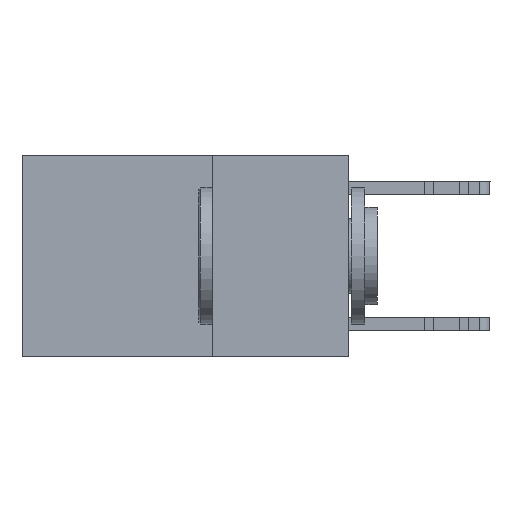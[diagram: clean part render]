
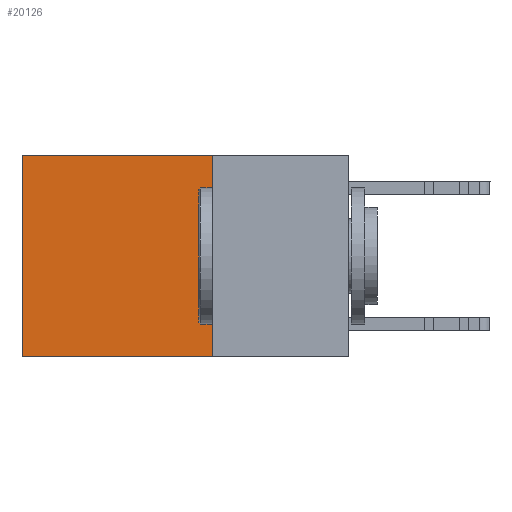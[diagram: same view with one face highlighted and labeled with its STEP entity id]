
A CAD part, left-side view. The second image highlights one B-rep face of the part: STEP entity #20126.
In plain terms, the highlighted planar face has unit normal (-1, 0, 0).
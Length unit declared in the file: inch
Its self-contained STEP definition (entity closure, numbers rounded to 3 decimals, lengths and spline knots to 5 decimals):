
#262 = VERTEX_POINT ( 'NONE', #29545 ) ;
#619 = DIRECTION ( 'NONE',  ( 0., 1., 0. ) ) ;
#1957 = LINE ( 'NONE', #19516, #10486 ) ;
#4302 = FACE_OUTER_BOUND ( 'NONE', #13227, .T. ) ;
#4444 = ORIENTED_EDGE ( 'NONE', *, *, #15288, .T. ) ;
#4454 = DIRECTION ( 'NONE',  ( 1., 0., 0. ) ) ;
#5510 = DIRECTION ( 'NONE',  ( 0., 0., -1. ) ) ;
#7375 = LINE ( 'NONE', #7824, #19363 ) ;
#7824 = CARTESIAN_POINT ( 'NONE',  ( 0.2625, 0.25, 0. ) ) ;
#7919 = DIRECTION ( 'NONE',  ( 0., 0., -1. ) ) ;
#8795 = ORIENTED_EDGE ( 'NONE', *, *, #23190, .F. ) ;
#8864 = ORIENTED_EDGE ( 'NONE', *, *, #26288, .F. ) ;
#8920 = AXIS2_PLACEMENT_3D ( 'NONE', #13614, #4454, #9211 ) ;
#9211 = DIRECTION ( 'NONE',  ( 0., 0., -1. ) ) ;
#9806 = CARTESIAN_POINT ( 'NONE',  ( 0.2625, 0.25, 0. ) ) ;
#10486 = VECTOR ( 'NONE', #7919, 39.37008 ) ;
#13227 = EDGE_LOOP ( 'NONE', ( #24491, #8864, #8795, #4444 ) ) ;
#13614 = CARTESIAN_POINT ( 'NONE',  ( 0.2625, 0.25, 0. ) ) ;
#14368 = CARTESIAN_POINT ( 'NONE',  ( 0.2625, 0.25, -0.37 ) ) ;
#14493 = LINE ( 'NONE', #9806, #14607 ) ;
#14607 = VECTOR ( 'NONE', #5510, 39.37008 ) ;
#15218 = VERTEX_POINT ( 'NONE', #29121 ) ;
#15288 = EDGE_CURVE ( 'NONE', #19159, #15218, #7375, .T. ) ;
#18249 = VERTEX_POINT ( 'NONE', #14368 ) ;
#19159 = VERTEX_POINT ( 'NONE', #22154 ) ;
#19363 = VECTOR ( 'NONE', #23946, 39.37008 ) ;
#19516 = CARTESIAN_POINT ( 'NONE',  ( 0.2625, 0.6, 0. ) ) ;
#20126 = ADVANCED_FACE ( 'NONE', ( #4302 ), #22880, .F. ) ;
#21637 = VECTOR ( 'NONE', #619, 39.37008 ) ;
#22154 = CARTESIAN_POINT ( 'NONE',  ( 0.2625, 0.25, 0. ) ) ;
#22880 = PLANE ( 'NONE',  #8920 ) ;
#23190 = EDGE_CURVE ( 'NONE', #19159, #18249, #14493, .T. ) ;
#23467 = LINE ( 'NONE', #25907, #21637 ) ;
#23946 = DIRECTION ( 'NONE',  ( 0., 1., 0. ) ) ;
#24491 = ORIENTED_EDGE ( 'NONE', *, *, #24860, .T. ) ;
#24860 = EDGE_CURVE ( 'NONE', #15218, #262, #1957, .T. ) ;
#25907 = CARTESIAN_POINT ( 'NONE',  ( 0.2625, 0.25, -0.37 ) ) ;
#26288 = EDGE_CURVE ( 'NONE', #18249, #262, #23467, .T. ) ;
#29121 = CARTESIAN_POINT ( 'NONE',  ( 0.2625, 0.6, 0. ) ) ;
#29545 = CARTESIAN_POINT ( 'NONE',  ( 0.2625, 0.6, -0.37 ) ) ;
